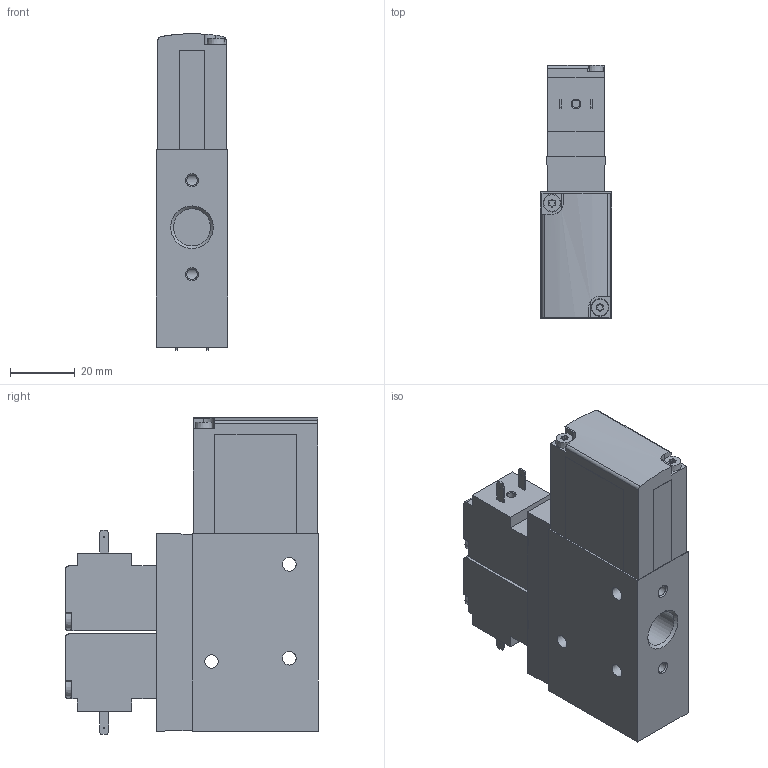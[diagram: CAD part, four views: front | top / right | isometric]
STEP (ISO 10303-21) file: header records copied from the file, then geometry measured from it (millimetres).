
FILE_DESCRIPTION(/* description */ ('STEP AP214'),/* implementation_level */ '2;1');
FILE_NAME(/* name */ '35532_VAD-ME-I-1_4',/* time_stamp */ '2024-09-16T06:25:16+02:00',/* author */ ('License CC BY-ND 4.0'),/* organization */ ('CADENAS'),/* preprocessor_version */ 'ST-DEVELOPER v19.3',/* originating_system */ 'PARTsolutions',/* authorisation */ ' ');
FILE_SCHEMA (('AUTOMOTIVE_DESIGN {1 0 10303 214 3 1 1}'));
Length unit declared in the file: millimetre
Products named in the file (1): 35532 VAD-ME-I-1/4---(high)
Bounding box: 22 x 78.1 x 97.8 mm (x, y, z)
Volume: 109752.5 mm3; surface area: 22609.5 mm2
Topology: 1 solids, 1 shells, 245 faces, 645 edges, 428 vertices
Faces by surface type: plane 125, cylinder 108, cone 12
Full cylindrical faces by diameter (mm): 0.5 x4, 2.459 x2, 3.242 x2, 4.2 x3, 8.566 x1, 11.445 x1
Entity records: 9320 total; most frequent: CARTESIAN_POINT 1368, DIRECTION 1326, ORIENTED_EDGE 1240, EDGE_CURVE 620, AXIS2_PLACEMENT_3D 472, VERTEX_POINT 428, LINE 382, VECTOR 382
